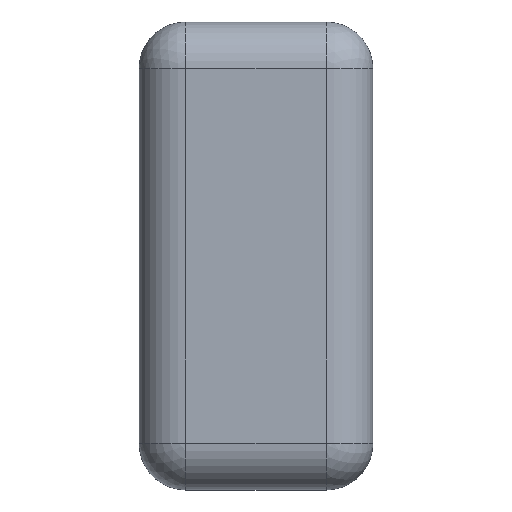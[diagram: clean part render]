
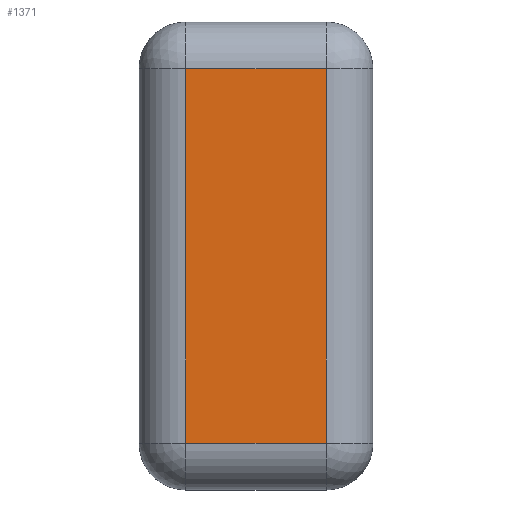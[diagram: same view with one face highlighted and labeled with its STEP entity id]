
A CAD part, top view. The second image highlights one B-rep face of the part: STEP entity #1371.
In plain terms, the highlighted planar face has unit normal (0, 0, 1).
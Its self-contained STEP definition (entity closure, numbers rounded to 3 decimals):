
#77=PLANE('',#1562);
#216=FACE_OUTER_BOUND('',#299,.T.);
#299=EDGE_LOOP('',(#1222,#1223,#1224,#1225));
#418=LINE('',#2672,#522);
#422=LINE('',#2688,#526);
#424=LINE('',#2691,#528);
#426=LINE('',#2694,#530);
#522=VECTOR('',#1937,10.);
#526=VECTOR('',#1955,10.);
#528=VECTOR('',#1959,10.);
#530=VECTOR('',#1963,10.);
#639=VERTEX_POINT('',#2634);
#644=VERTEX_POINT('',#2647);
#649=VERTEX_POINT('',#2660);
#654=VERTEX_POINT('',#2676);
#838=EDGE_CURVE('',#639,#649,#418,.T.);
#846=EDGE_CURVE('',#649,#654,#422,.T.);
#848=EDGE_CURVE('',#654,#644,#424,.T.);
#850=EDGE_CURVE('',#644,#639,#426,.T.);
#1222=ORIENTED_EDGE('',*,*,#838,.F.);
#1223=ORIENTED_EDGE('',*,*,#850,.F.);
#1224=ORIENTED_EDGE('',*,*,#848,.F.);
#1225=ORIENTED_EDGE('',*,*,#846,.F.);
#1371=ADVANCED_FACE('',(#216),#77,.T.);
#1562=AXIS2_PLACEMENT_3D('',#2700,#1971,#1972);
#1937=DIRECTION('',(-1.,0.,0.));
#1955=DIRECTION('',(0.,1.,0.));
#1959=DIRECTION('',(1.,0.,0.));
#1963=DIRECTION('',(0.,-1.,0.));
#1971=DIRECTION('center_axis',(0.,0.,1.));
#1972=DIRECTION('ref_axis',(1.,0.,0.));
#2634=CARTESIAN_POINT('',(3.,-8.,3.));
#2647=CARTESIAN_POINT('',(3.,8.,3.));
#2660=CARTESIAN_POINT('',(-3.,-8.,3.));
#2672=CARTESIAN_POINT('',(0.,-8.,3.));
#2676=CARTESIAN_POINT('',(-3.,8.,3.));
#2688=CARTESIAN_POINT('',(-3.,5.,3.));
#2691=CARTESIAN_POINT('',(2.5,8.,3.));
#2694=CARTESIAN_POINT('',(3.,-5.,3.));
#2700=CARTESIAN_POINT('Origin',(0.,0.,3.));
